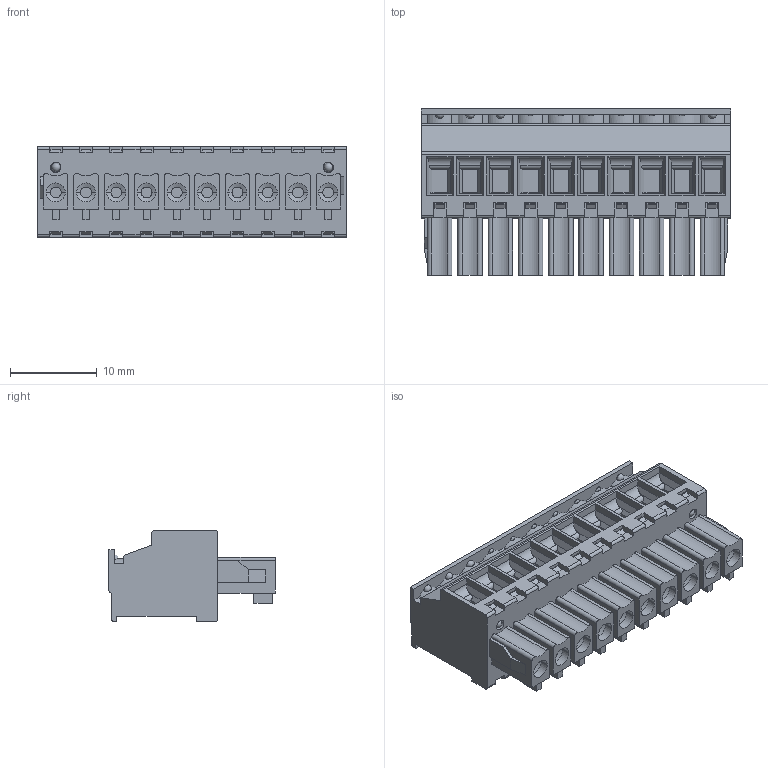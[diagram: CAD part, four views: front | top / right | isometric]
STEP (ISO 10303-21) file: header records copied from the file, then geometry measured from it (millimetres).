
FILE_DESCRIPTION((''),'2;1');
FILE_NAME('WJ15EDGKB-350-10P','2017-04-15T',('QZY'),(''),'CREO PARAMETRIC BY PTC INC, 2014440','CREO PARAMETRIC BY PTC INC, 2014440','');
FILE_SCHEMA(('CONFIG_CONTROL_DESIGN'));
Length unit declared in the file: millimetre
Products named in the file (1): WJ15EDGKB-350-10P
Bounding box: 35.8 x 19.2 x 10.5 mm (x, y, z)
Volume: 4414.2 mm3; surface area: 3663.3 mm2
Topology: 1 solids, 1 shells, 811 faces, 1991 edges, 1258 vertices
Faces by surface type: plane 529, cylinder 170, cone 60, torus 40, sphere 12
Entity records: 24235 total; most frequent: CARTESIAN_POINT 4868, ORIENTED_EDGE 3966, DIRECTION 3943, EDGE_CURVE 1983, VECTOR 1385, LINE 1385, AXIS2_PLACEMENT_3D 1279, VERTEX_POINT 1258
